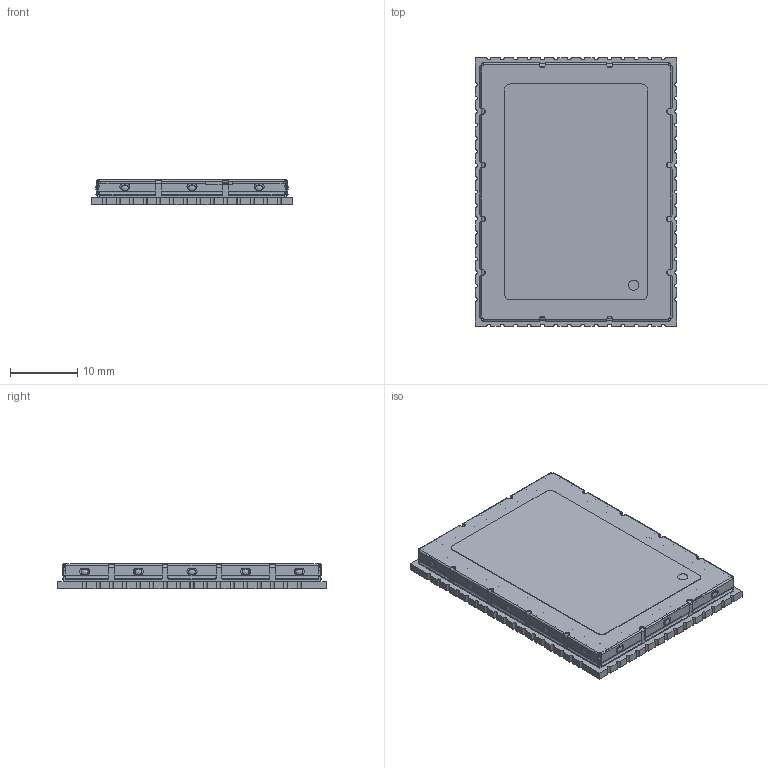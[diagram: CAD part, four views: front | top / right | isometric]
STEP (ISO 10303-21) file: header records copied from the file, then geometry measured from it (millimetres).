
FILE_DESCRIPTION(('STEP AP214'),'1');
FILE_NAME('THEO-P1.stp','2016-04-04T09:12:52',(' '),(' '),'Spatial InterOp 3D',' ',' ');
FILE_SCHEMA(('automotive_design'));
Length unit declared in the file: metre
Products named in the file (380): THEO-pads; testpoint; EGP; RF-guard; RF-pad; pad; THEO-P1; PCB; 30x40mm PCB; Shielding cover frame; Part1; Shielding cover; Label
Assembly tree (455 placements, depth 4):
  THEO-P1
    THEO-pads
      testpoint  x7
      EGP
      RF-guard  x6
      RF-pad  x6
      pad  x56
      RF-pad  x6
    30x40mm PCB
      PCB
        PCB
    Shielding cover frame
      Part1
      Part1
      Part1
      Part1
      Part1
      Part1
      Part1
      Part1
      Part1
      Part1
      Part1
      Part1
      Part1
      Part1
      Part1
      Part1
      Part1
      Part1
      Part1
      Part1
      Part1
      Part1
      Part1
      Part1
      Part1
      Part1
      Part1
      Part1
      Part1
      Part1
      Part1
      Part1
      Part1
      Part1
      Part1
      Part1
      Part1
      Part1
      Part1
      Part1
      Part1
      Part1
      Part1
      Part1
      Part1
      Part1
      Part1
      Part1
Bounding box: 30 x 40 x 3.87 mm (x, y, z)
Volume: 1589.2 mm3; surface area: 10115.9 mm2
Topology: 85 solids, 451 shells, 1664 faces, 5220 edges, 4093 vertices
Faces by surface type: plane 975, cylinder 553, bspline 72, cone 64
Full cylindrical faces by diameter (mm): 0.8 x7, 1.5 x1, 1.6 x7
Entity records: 62221 total; most frequent: CARTESIAN_POINT 14682, DIRECTION 6088, ORIENTED_EDGE 4684, EDGE_CURVE 3266, VERTEX_POINT 2794, LINE 2120, VECTOR 2120, AXIS2_PLACEMENT_3D 1984
